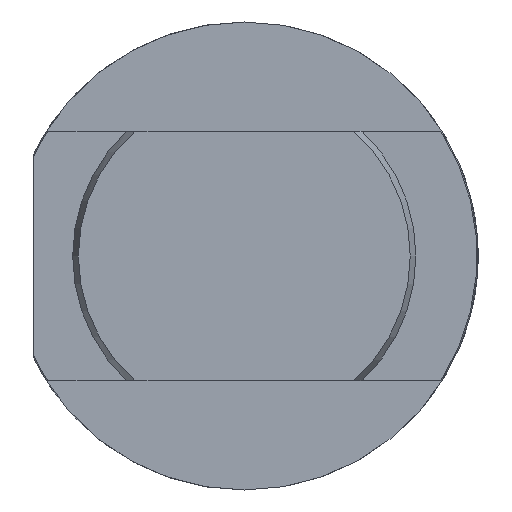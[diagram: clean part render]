
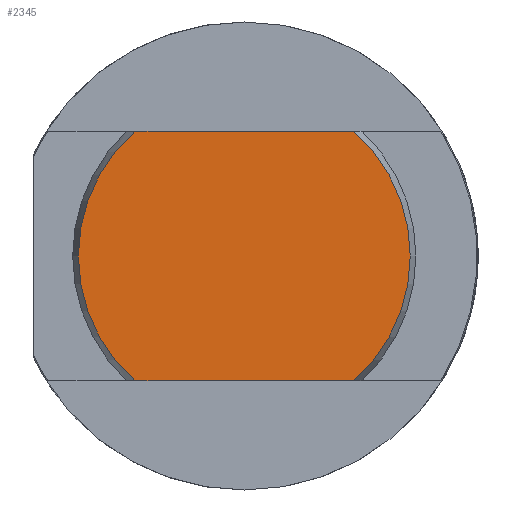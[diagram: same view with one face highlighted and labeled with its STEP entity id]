
A CAD part, left-side view. The second image highlights one B-rep face of the part: STEP entity #2345.
In plain terms, the highlighted planar face has unit normal (-1, 0, 0).
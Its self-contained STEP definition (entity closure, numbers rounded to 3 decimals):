
#155 = EDGE_CURVE ( 'NONE', #689, #585, #3389, .T. ) ;
#180 = EDGE_CURVE ( 'NONE', #705, #702, #3424, .T. ) ;
#214 = EDGE_CURVE ( 'NONE', #705, #585, #3449, .T. ) ;
#242 = EDGE_CURVE ( 'NONE', #689, #702, #3498, .T. ) ;
#364 = AXIS2_PLACEMENT_3D ( 'NONE', #2796, #2889, #2428 ) ;
#373 = AXIS2_PLACEMENT_3D ( 'NONE', #3690, #2125, #2135 ) ;
#556 = AXIS2_PLACEMENT_3D ( 'NONE', #1670, #1672, #1673 ) ;
#585 = VERTEX_POINT ( 'NONE', #1103 ) ;
#689 = VERTEX_POINT ( 'NONE', #1206 ) ;
#702 = VERTEX_POINT ( 'NONE', #1219 ) ;
#705 = VERTEX_POINT ( 'NONE', #1222 ) ;
#842 = CARTESIAN_POINT ( 'NONE',  ( 0., 12.75, 8. ) ) ;
#843 = DIRECTION ( 'NONE',  ( 0., -1., 0. ) ) ;
#960 = CARTESIAN_POINT ( 'NONE',  ( 0., 12.75, -8. ) ) ;
#961 = DIRECTION ( 'NONE',  ( 0., 1., 0. ) ) ;
#1103 = CARTESIAN_POINT ( 'NONE',  ( 0., -7.009, 8. ) ) ;
#1206 = CARTESIAN_POINT ( 'NONE',  ( 0., -7.009, -8. ) ) ;
#1219 = CARTESIAN_POINT ( 'NONE',  ( 0., 7.009, -8. ) ) ;
#1222 = CARTESIAN_POINT ( 'NONE',  ( 0., 7.009, 8. ) ) ;
#1670 = CARTESIAN_POINT ( 'NONE',  ( 0., 0., 0. ) ) ;
#1671 = PLANE ( 'NONE',  #556 ) ;
#1672 = DIRECTION ( 'NONE',  ( 1., 0., 0. ) ) ;
#1673 = DIRECTION ( 'NONE',  ( 0., 0., -1. ) ) ;
#2046 = ORIENTED_EDGE ( 'NONE', *, *, #242, .F. ) ;
#2051 = ORIENTED_EDGE ( 'NONE', *, *, #180, .T. ) ;
#2071 = ORIENTED_EDGE ( 'NONE', *, *, #214, .F. ) ;
#2072 = ORIENTED_EDGE ( 'NONE', *, *, #155, .T. ) ;
#2125 = DIRECTION ( 'NONE',  ( -1., 0., 0. ) ) ;
#2135 = DIRECTION ( 'NONE',  ( 0., 0., -1. ) ) ;
#2345 = ADVANCED_FACE ( 'NONE', ( #3885 ), #1671, .F. ) ;
#2428 = DIRECTION ( 'NONE',  ( 0., 0., -1. ) ) ;
#2796 = CARTESIAN_POINT ( 'NONE',  ( 0., 0., 0. ) ) ;
#2889 = DIRECTION ( 'NONE',  ( -1., 0., 0. ) ) ;
#3389 = CIRCLE ( 'NONE', #364, 10.636 ) ;
#3424 = CIRCLE ( 'NONE', #373, 10.636 ) ;
#3449 = LINE ( 'NONE', #842, #3463 ) ;
#3463 = VECTOR ( 'NONE', #843, 1000. ) ;
#3498 = LINE ( 'NONE', #960, #3499 ) ;
#3499 = VECTOR ( 'NONE', #961, 1000. ) ;
#3643 = EDGE_LOOP ( 'NONE', ( #2051, #2046, #2072, #2071 ) ) ;
#3690 = CARTESIAN_POINT ( 'NONE',  ( 0., 0., 0. ) ) ;
#3885 = FACE_OUTER_BOUND ( 'NONE', #3643, .T. ) ;
